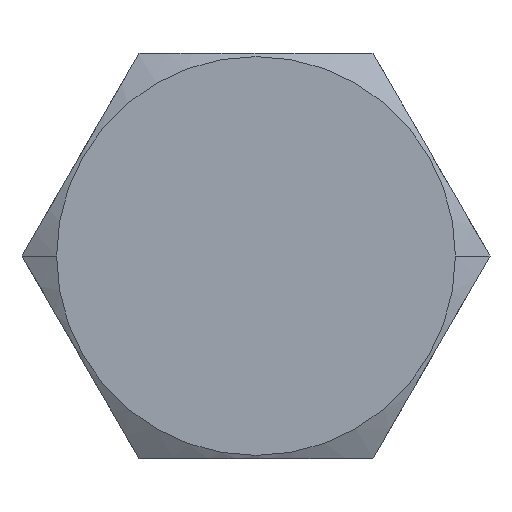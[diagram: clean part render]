
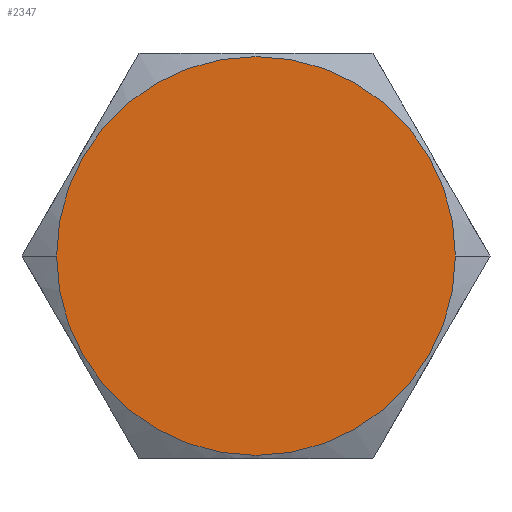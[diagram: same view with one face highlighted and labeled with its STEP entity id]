
A CAD part, left-side view. The second image highlights one B-rep face of the part: STEP entity #2347.
In plain terms, the highlighted planar face has unit normal (-1, 0, 0).
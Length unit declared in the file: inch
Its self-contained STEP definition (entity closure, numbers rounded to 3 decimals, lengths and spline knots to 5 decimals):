
#931 = CARTESIAN_POINT ( 'NONE',  ( -1.12, 0.615, 0. ) ) ;
#1000 = CARTESIAN_POINT ( 'NONE',  ( -1.12, 0., 0. ) ) ;
#1431 = CIRCLE ( 'NONE', #7751, 0.615 ) ;
#1471 = CARTESIAN_POINT ( 'NONE',  ( -1.12, 0., 0. ) ) ;
#1926 = VERTEX_POINT ( 'NONE', #4371 ) ;
#1929 = AXIS2_PLACEMENT_3D ( 'NONE', #1000, #3775, #2998 ) ;
#2039 = CIRCLE ( 'NONE', #8891, 0.615 ) ;
#2178 = EDGE_CURVE ( 'NONE', #1926, #7765, #1431, .T. ) ;
#2347 = ADVANCED_FACE ( 'NONE', ( #3615 ), #3063, .T. ) ;
#2998 = DIRECTION ( 'NONE',  ( 0., -1., 0. ) ) ;
#3063 = PLANE ( 'NONE',  #1929 ) ;
#3615 = FACE_OUTER_BOUND ( 'NONE', #8251, .T. ) ;
#3775 = DIRECTION ( 'NONE',  ( -1., 0., 0. ) ) ;
#3991 = DIRECTION ( 'NONE',  ( 1., 0., 0. ) ) ;
#4143 = ORIENTED_EDGE ( 'NONE', *, *, #6206, .F. ) ;
#4371 = CARTESIAN_POINT ( 'NONE',  ( -1.12, -0.615, 0. ) ) ;
#5697 = DIRECTION ( 'NONE',  ( 1., 0., 0. ) ) ;
#6206 = EDGE_CURVE ( 'NONE', #7765, #1926, #2039, .T. ) ;
#6373 = DIRECTION ( 'NONE',  ( 0., 1., 0. ) ) ;
#7104 = ORIENTED_EDGE ( 'NONE', *, *, #2178, .F. ) ;
#7751 = AXIS2_PLACEMENT_3D ( 'NONE', #1471, #5697, #6373 ) ;
#7765 = VERTEX_POINT ( 'NONE', #931 ) ;
#8202 = CARTESIAN_POINT ( 'NONE',  ( -1.12, 0., 0. ) ) ;
#8251 = EDGE_LOOP ( 'NONE', ( #4143, #7104 ) ) ;
#8886 = DIRECTION ( 'NONE',  ( 0., 1., 0. ) ) ;
#8891 = AXIS2_PLACEMENT_3D ( 'NONE', #8202, #3991, #8886 ) ;
